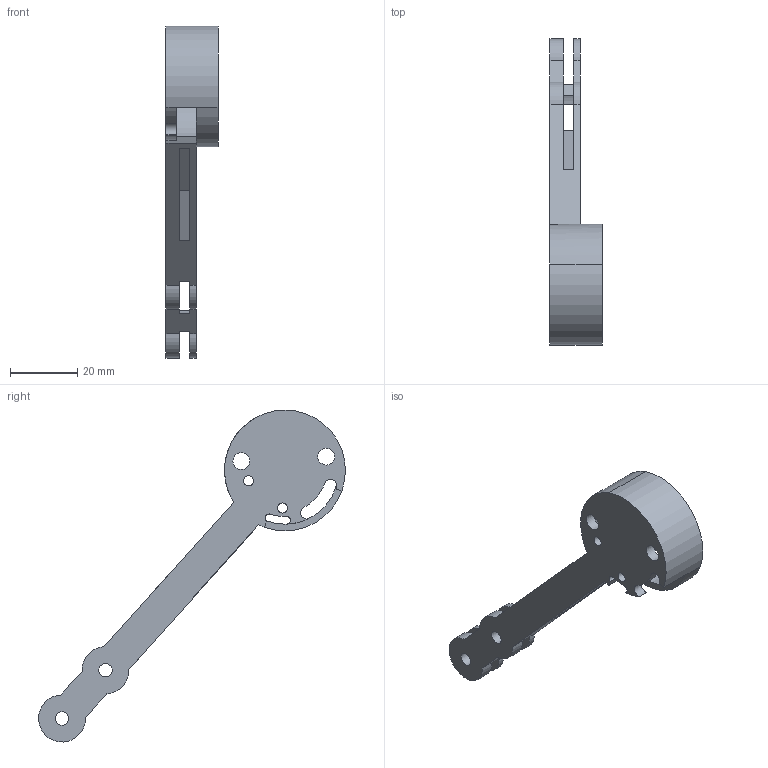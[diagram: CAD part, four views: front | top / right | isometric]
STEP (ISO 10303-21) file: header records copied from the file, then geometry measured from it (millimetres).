
FILE_DESCRIPTION(/* description */ (''),/* implementation_level */ '2;1');
FILE_NAME(/* name */ '',/* time_stamp */ '2024-05-18T11:34:42+08:00',/* author */ (''),/* organization */ (''),/* preprocessor_version */ 'ST-DEVELOPER v20',/* originating_system */ 'Autodesk Translation Framework v13.14.0.145',/* authorisation */ '');
FILE_SCHEMA (('AUTOMOTIVE_DESIGN { 1 0 10303 214 3 1 1 }'));
Length unit declared in the file: millimetre
Products named in the file (1): 右小腿
Bounding box: 15.5 x 91.4 x 98.89 mm (x, y, z)
Volume: 11208.3 mm3; surface area: 9340 mm2
Topology: 1 solids, 1 shells, 52 faces, 152 edges, 100 vertices
Faces by surface type: cylinder 30, plane 22
Full cylindrical faces by diameter (mm): 3 x2, 4 x4, 5 x2
Entity records: 1830 total; most frequent: DIRECTION 324, CARTESIAN_POINT 305, ORIENTED_EDGE 304, EDGE_CURVE 152, AXIS2_PLACEMENT_3D 119, VERTEX_POINT 100, LINE 86, VECTOR 86
